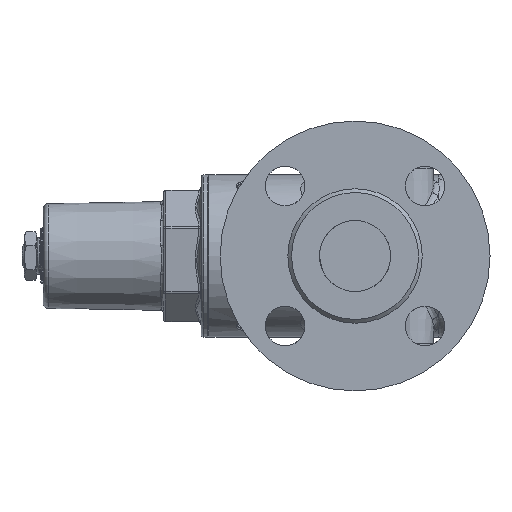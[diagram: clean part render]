
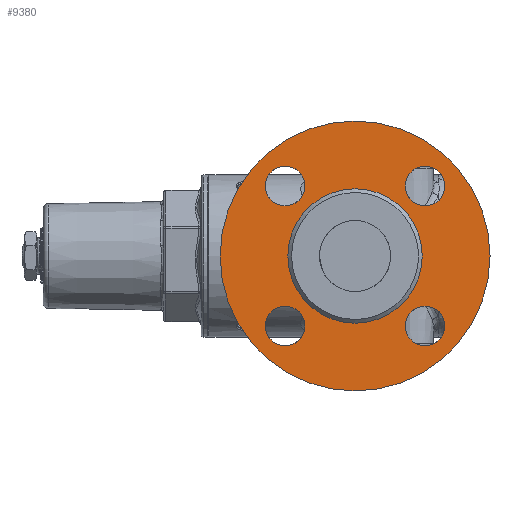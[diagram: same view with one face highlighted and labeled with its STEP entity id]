
A CAD part, left-side view. The second image highlights one B-rep face of the part: STEP entity #9380.
In plain terms, the highlighted planar face has unit normal (-1, 0, 0).
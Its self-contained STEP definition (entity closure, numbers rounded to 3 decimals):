
#723=FACE_BOUND('',#1495,.T.);
#724=FACE_BOUND('',#1496,.T.);
#725=FACE_BOUND('',#1497,.T.);
#726=FACE_BOUND('',#1498,.T.);
#727=FACE_BOUND('',#1499,.T.);
#786=PLANE('',#9972);
#939=FACE_OUTER_BOUND('',#1494,.T.);
#1494=EDGE_LOOP('',(#5801));
#1495=EDGE_LOOP('',(#5802));
#1496=EDGE_LOOP('',(#5803));
#1497=EDGE_LOOP('',(#5804));
#1498=EDGE_LOOP('',(#5805));
#1499=EDGE_LOOP('',(#5806));
#2057=CIRCLE('',#9951,7.95);
#2058=CIRCLE('',#9953,7.95);
#2059=CIRCLE('',#9955,7.95);
#2060=CIRCLE('',#9957,7.95);
#2068=CIRCLE('',#9971,26.9);
#2069=CIRCLE('',#9973,54.);
#3266=VERTEX_POINT('',#15239);
#3269=VERTEX_POINT('',#15283);
#3272=VERTEX_POINT('',#15327);
#3275=VERTEX_POINT('',#15371);
#3285=VERTEX_POINT('',#15436);
#3286=VERTEX_POINT('',#15440);
#4246=EDGE_CURVE('',#3266,#3266,#2057,.T.);
#4250=EDGE_CURVE('',#3269,#3269,#2058,.T.);
#4254=EDGE_CURVE('',#3272,#3272,#2059,.T.);
#4258=EDGE_CURVE('',#3275,#3275,#2060,.T.);
#4271=EDGE_CURVE('',#3285,#3285,#2068,.T.);
#4273=EDGE_CURVE('',#3286,#3286,#2069,.T.);
#5801=ORIENTED_EDGE('',*,*,#4273,.T.);
#5802=ORIENTED_EDGE('',*,*,#4246,.T.);
#5803=ORIENTED_EDGE('',*,*,#4250,.T.);
#5804=ORIENTED_EDGE('',*,*,#4254,.T.);
#5805=ORIENTED_EDGE('',*,*,#4258,.T.);
#5806=ORIENTED_EDGE('',*,*,#4271,.F.);
#9380=ADVANCED_FACE('',(#939,#723,#724,#725,#726,#727),#786,.F.);
#9951=AXIS2_PLACEMENT_3D('',#15240,#10644,#10645);
#9953=AXIS2_PLACEMENT_3D('',#15284,#10649,#10650);
#9955=AXIS2_PLACEMENT_3D('',#15328,#10654,#10655);
#9957=AXIS2_PLACEMENT_3D('',#15372,#10659,#10660);
#9971=AXIS2_PLACEMENT_3D('',#15437,#10690,#10691);
#9972=AXIS2_PLACEMENT_3D('',#15439,#10693,#10694);
#9973=AXIS2_PLACEMENT_3D('',#15441,#10695,#10696);
#10644=DIRECTION('center_axis',(1.,0.,0.));
#10645=DIRECTION('ref_axis',(0.,1.,0.));
#10649=DIRECTION('center_axis',(1.,0.,0.));
#10650=DIRECTION('ref_axis',(0.,0.,
-1.));
#10654=DIRECTION('center_axis',(1.,0.,0.));
#10655=DIRECTION('ref_axis',(0.,-1.,0.));
#10659=DIRECTION('center_axis',(1.,0.,0.));
#10660=DIRECTION('ref_axis',(0.,0.,1.));
#10690=DIRECTION('center_axis',(-1.,0.,0.));
#10691=DIRECTION('ref_axis',(0.,0.,1.));
#10693=DIRECTION('center_axis',(1.,0.,0.));
#10694=DIRECTION('ref_axis',(0.,0.,
-1.));
#10695=DIRECTION('center_axis',(-1.,0.,0.));
#10696=DIRECTION('ref_axis',(0.,0.,1.));
#15239=CARTESIAN_POINT('',(-78.5,20.051,-28.001));
#15240=CARTESIAN_POINT('Origin',(-78.5,28.001,-28.001));
#15283=CARTESIAN_POINT('',(-78.5,-28.001,-20.051));
#15284=CARTESIAN_POINT('Origin',(-78.5,-28.001,-28.001));
#15327=CARTESIAN_POINT('',(-78.5,-20.051,28.001));
#15328=CARTESIAN_POINT('Origin',(-78.5,-28.001,28.001));
#15371=CARTESIAN_POINT('',(-78.5,28.001,20.051));
#15372=CARTESIAN_POINT('Origin',(-78.5,28.001,28.001));
#15436=CARTESIAN_POINT('',(-78.5,-26.9,0.));
#15437=CARTESIAN_POINT('Origin',(-78.5,0.,0.));
#15439=CARTESIAN_POINT('Origin',(-78.5,54.,0.));
#15440=CARTESIAN_POINT('',(-78.5,-54.,0.));
#15441=CARTESIAN_POINT('Origin',(-78.5,0.,0.));
